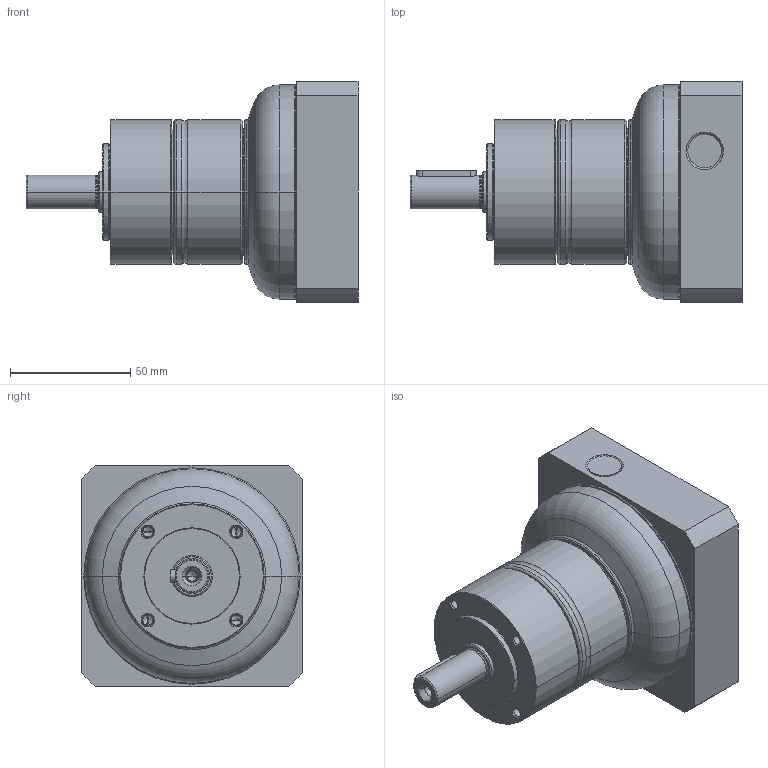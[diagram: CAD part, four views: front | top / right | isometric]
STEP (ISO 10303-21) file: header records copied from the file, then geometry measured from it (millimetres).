
FILE_DESCRIPTION((''),'2;1');
FILE_NAME('PG2-060_1ST_19-P0411401223_ASM','2024-11-27T',('Administrator'),(''),'PRO/ENGINEER BY PARAMETRIC TECHNOLOGY CORPORATION, 2015240','PRO/ENGINEER BY PARAMETRIC TECHNOLOGY CORPORATION, 2015240','');
FILE_SCHEMA(('CONFIG_CONTROL_DESIGN'));
Length unit declared in the file: millimetre
Products named in the file (9): P1324210301_D; P0250220001_D; P1325210001_D; P0350201101_D; P0503400008_D; P0941203001_D; PG2-060_1ST_19_ASM; P0411401223-0001; PG2-060_1ST_19-P0411401223_ASM
Assembly tree (8 placements, depth 3):
  PG2-060_1ST_19-P0411401223_ASM
    PG2-060_1ST_19_ASM
      P1324210301_D
      P0250220001_D
      P1325210001_D
      P0350201101_D
      P0503400008_D
      P0941203001_D
    P0411401223-0001
Bounding box: 138 x 92 x 92 mm (x, y, z)
Volume: 387880.5 mm3; surface area: 92230.7 mm2
Topology: 7 solids, 17 shells, 300 faces, 714 edges, 443 vertices
Faces by surface type: cylinder 123, plane 73, cone 48, torus 40, bspline 16
Entity records: 13613 total; most frequent: CARTESIAN_POINT 6435, DIRECTION 1574, ORIENTED_EDGE 1348, EDGE_CURVE 694, AXIS2_PLACEMENT_3D 658, VERTEX_POINT 443, EDGE_LOOP 351, CIRCLE 343
